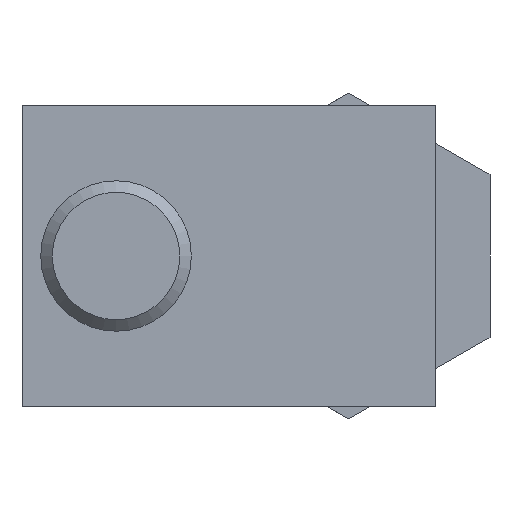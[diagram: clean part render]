
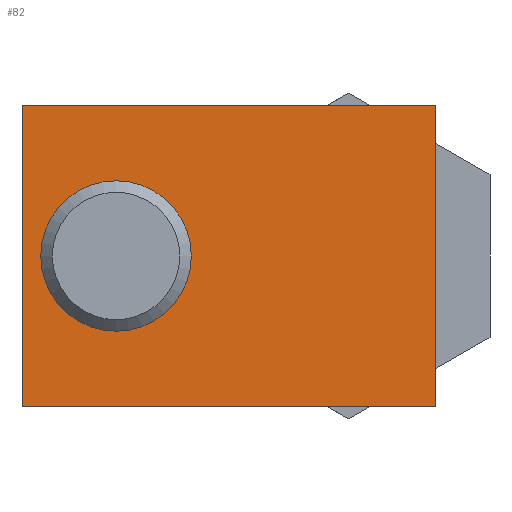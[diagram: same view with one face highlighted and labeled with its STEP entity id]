
A CAD part, front view. The second image highlights one B-rep face of the part: STEP entity #82.
In plain terms, the highlighted planar face has unit normal (0, -1, 0).
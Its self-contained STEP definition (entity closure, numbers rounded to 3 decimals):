
#82 = ADVANCED_FACE( '', ( #191, #192 ), #193, .F. );
#191 = FACE_BOUND( '', #335, .T. );
#192 = FACE_OUTER_BOUND( '', #336, .T. );
#193 = PLANE( '', #337 );
#335 = EDGE_LOOP( '', ( #525 ) );
#336 = EDGE_LOOP( '', ( #526, #527, #528, #529 ) );
#337 = AXIS2_PLACEMENT_3D( '', #530, #531, #532 );
#525 = ORIENTED_EDGE( '', *, *, #852, .F. );
#526 = ORIENTED_EDGE( '', *, *, #817, .T. );
#527 = ORIENTED_EDGE( '', *, *, #825, .F. );
#528 = ORIENTED_EDGE( '', *, *, #853, .F. );
#529 = ORIENTED_EDGE( '', *, *, #819, .T. );
#530 = CARTESIAN_POINT( '', ( 8., -38.2, 16. ) );
#531 = DIRECTION( '', ( 0., 1., 0. ) );
#532 = DIRECTION( '', ( 0., 0., 1. ) );
#817 = EDGE_CURVE( '', #951, #963, #965, .T. );
#819 = EDGE_CURVE( '', #967, #951, #968, .T. );
#825 = EDGE_CURVE( '', #975, #963, #977, .T. );
#852 = EDGE_CURVE( '', #1022, #1022, #1023, .F. );
#853 = EDGE_CURVE( '', #967, #975, #1024, .T. );
#951 = VERTEX_POINT( '', #1156 );
#963 = VERTEX_POINT( '', #1174 );
#965 = LINE( '', #1177, #1178 );
#967 = VERTEX_POINT( '', #1180 );
#968 = LINE( '', #1181, #1182 );
#975 = VERTEX_POINT( '', #1192 );
#977 = LINE( '', #1195, #1196 );
#1022 = VERTEX_POINT( '', #1261 );
#1023 = CIRCLE( '', #1262, 8. );
#1024 = LINE( '', #1263, #1264 );
#1156 = CARTESIAN_POINT( '', ( -36., -38.2, 16. ) );
#1174 = CARTESIAN_POINT( '', ( -36., -38.2, -16. ) );
#1177 = CARTESIAN_POINT( '', ( -36., -38.2, 16. ) );
#1178 = VECTOR( '', #1441, 1000. );
#1180 = CARTESIAN_POINT( '', ( 8., -38.2, 16. ) );
#1181 = CARTESIAN_POINT( '', ( 8., -38.2, 16. ) );
#1182 = VECTOR( '', #1442, 1000. );
#1192 = CARTESIAN_POINT( '', ( 8., -38.2, -16. ) );
#1195 = CARTESIAN_POINT( '', ( 8., -38.2, -16. ) );
#1196 = VECTOR( '', #1447, 1000. );
#1261 = CARTESIAN_POINT( '', ( -26., -38.2, 8. ) );
#1262 = AXIS2_PLACEMENT_3D( '', #1471, #1472, #1473 );
#1263 = CARTESIAN_POINT( '', ( 8., -38.2, 16. ) );
#1264 = VECTOR( '', #1474, 1000. );
#1441 = DIRECTION( '', ( 0., 0., -1. ) );
#1442 = DIRECTION( '', ( -1., 0., 0. ) );
#1447 = DIRECTION( '', ( -1., 0., 0. ) );
#1471 = CARTESIAN_POINT( '', ( -26., -38.2, 0. ) );
#1472 = DIRECTION( '', ( 0., 1., 0. ) );
#1473 = DIRECTION( '', ( 0., 0., 1. ) );
#1474 = DIRECTION( '', ( 0., 0., -1. ) );
